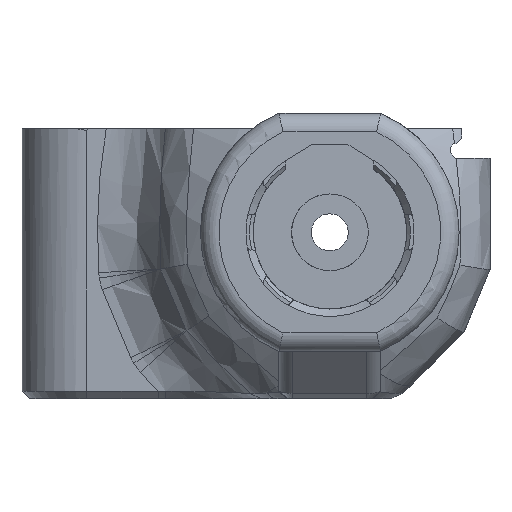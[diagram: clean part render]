
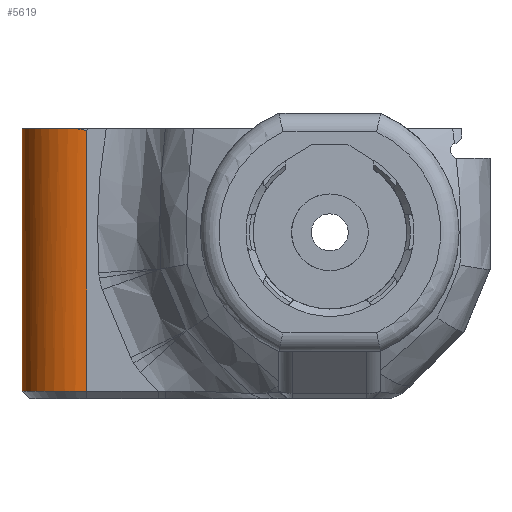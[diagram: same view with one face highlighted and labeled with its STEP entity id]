
A CAD part, front view. The second image highlights one B-rep face of the part: STEP entity #5619.
In plain terms, the highlighted cylindrical face has radius 3.5 mm (diameter 7 mm), a partial arc.
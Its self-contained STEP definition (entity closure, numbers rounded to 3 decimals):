
#135=ELLIPSE('',#5985,3.569,3.5);
#439=CIRCLE('',#5881,3.5);
#473=CIRCLE('',#5968,3.5);
#644=CYLINDRICAL_SURFACE('',#5984,3.5);
#803=FACE_OUTER_BOUND('',#1144,.T.);
#1144=EDGE_LOOP('',(#4112,#4113,#4114,#4115,#4116));
#1497=LINE('',#7936,#1900);
#1605=LINE('',#9020,#2008);
#1900=VECTOR('',#6521,10.);
#2008=VECTOR('',#6769,10.);
#2238=VERTEX_POINT('',#7715);
#2239=VERTEX_POINT('',#7717);
#2314=VERTEX_POINT('',#7934);
#2398=VERTEX_POINT('',#8508);
#2428=VERTEX_POINT('',#9019);
#2797=EDGE_CURVE('',#2239,#2238,#439,.T.);
#2891=EDGE_CURVE('',#2238,#2314,#1497,.T.);
#3013=EDGE_CURVE('',#2398,#2314,#473,.T.);
#3073=EDGE_CURVE('',#2398,#2428,#1605,.T.);
#3074=EDGE_CURVE('',#2428,#2239,#135,.T.);
#4112=ORIENTED_EDGE('',*,*,#3013,.F.);
#4113=ORIENTED_EDGE('',*,*,#3073,.T.);
#4114=ORIENTED_EDGE('',*,*,#3074,.T.);
#4115=ORIENTED_EDGE('',*,*,#2797,.T.);
#4116=ORIENTED_EDGE('',*,*,#2891,.T.);
#5619=ADVANCED_FACE('',(#803),#644,.T.);
#5881=AXIS2_PLACEMENT_3D('',#7718,#6386,#6387);
#5968=AXIS2_PLACEMENT_3D('',#8510,#6712,#6713);
#5984=AXIS2_PLACEMENT_3D('',#9018,#6767,#6768);
#5985=AXIS2_PLACEMENT_3D('',#9021,#6770,#6771);
#6386=DIRECTION('center_axis',(0.,0.,-1.));
#6387=DIRECTION('ref_axis',(-0.707,-0.707,0.));
#6521=DIRECTION('',(0.,0.,-1.));
#6712=DIRECTION('center_axis',(0.,0.,-1.));
#6713=DIRECTION('ref_axis',(-0.707,-0.707,0.));
#6767=DIRECTION('center_axis',(0.,0.,-1.));
#6768=DIRECTION('ref_axis',(-0.707,-0.707,0.));
#6769=DIRECTION('',(0.,0.,1.));
#6770=DIRECTION('center_axis',(-0.195,0.,
-0.981));
#6771=DIRECTION('ref_axis',(-0.981,0.,0.195));
#7715=CARTESIAN_POINT('',(-16.656,2.572,5.6));
#7717=CARTESIAN_POINT('',(-13.642,-0.894,5.6));
#7718=CARTESIAN_POINT('Origin',(-13.156,2.572,5.6));
#7934=CARTESIAN_POINT('',(-16.656,2.572,-8.6));
#7936=CARTESIAN_POINT('',(-16.656,2.572,-4.5));
#8508=CARTESIAN_POINT('',(-13.156,-0.928,-8.6));
#8510=CARTESIAN_POINT('Origin',(-13.156,2.572,-8.6));
#9018=CARTESIAN_POINT('Origin',(-13.156,2.572,-4.5));
#9019=CARTESIAN_POINT('',(-13.156,-0.928,5.504));
#9020=CARTESIAN_POINT('',(-13.156,-0.928,-4.5));
#9021=CARTESIAN_POINT('Origin',(-13.156,2.572,5.504));
